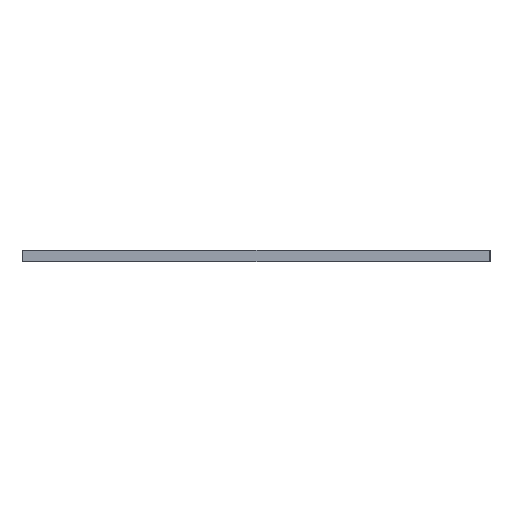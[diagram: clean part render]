
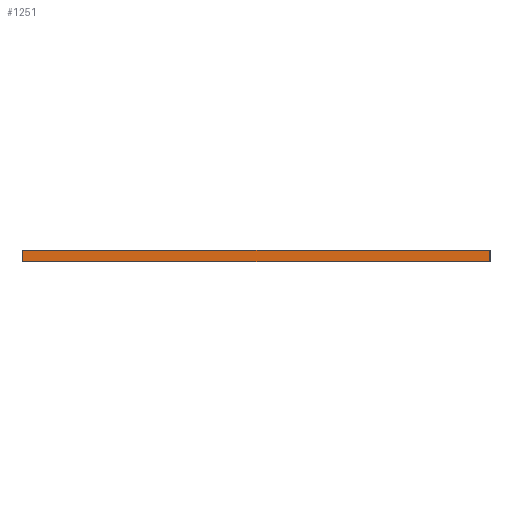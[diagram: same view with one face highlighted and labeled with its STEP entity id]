
A CAD part, left-side view. The second image highlights one B-rep face of the part: STEP entity #1251.
In plain terms, the highlighted planar face has unit normal (-1, 0, 0).
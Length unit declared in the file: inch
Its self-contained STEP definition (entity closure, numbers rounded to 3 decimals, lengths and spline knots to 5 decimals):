
#105 = ORIENTED_EDGE ( 'NONE', *, *, #162, .T. ) ;
#106 = ORIENTED_EDGE ( 'NONE', *, *, #1099, .F. ) ;
#107 = ORIENTED_EDGE ( 'NONE', *, *, #1215, .T. ) ;
#108 = ORIENTED_EDGE ( 'NONE', *, *, #1047, .T. ) ;
#121 = EDGE_LOOP ( 'NONE', ( #108, #107, #106, #105 ) ) ;
#162 = EDGE_CURVE ( 'NONE', #958, #956, #224, .T. ) ;
#224 = LINE ( 'NONE', #951, #226 ) ;
#226 = VECTOR ( 'NONE', #949, 39.37008 ) ;
#273 = VECTOR ( 'NONE', #701, 39.37008 ) ;
#274 = LINE ( 'NONE', #703, #273 ) ;
#281 = VECTOR ( 'NONE', #676, 39.37008 ) ;
#293 = LINE ( 'NONE', #691, #281 ) ;
#374 = LINE ( 'NONE', #543, #375 ) ;
#375 = VECTOR ( 'NONE', #542, 39.37008 ) ;
#461 = FACE_OUTER_BOUND ( 'NONE', #121, .T. ) ;
#542 = DIRECTION ( 'NONE',  ( 0., 0., 1. ) ) ;
#543 = CARTESIAN_POINT ( 'NONE',  ( -2.5, -2.49, 0.125 ) ) ;
#676 = DIRECTION ( 'NONE',  ( 0., -1., 0. ) ) ;
#691 = CARTESIAN_POINT ( 'NONE',  ( -2.5, -2.5, 0.125 ) ) ;
#701 = DIRECTION ( 'NONE',  ( 0., -1., 0. ) ) ;
#703 = CARTESIAN_POINT ( 'NONE',  ( -2.5, -2.5, 0. ) ) ;
#766 = CARTESIAN_POINT ( 'NONE',  ( -2.5, -2.5, 0.125 ) ) ;
#767 = PLANE ( 'NONE',  #1063 ) ;
#769 = DIRECTION ( 'NONE',  ( 1., 0., 0. ) ) ;
#770 = DIRECTION ( 'NONE',  ( 0., 0., -1. ) ) ;
#837 = CARTESIAN_POINT ( 'NONE',  ( -2.5, -2.49, 0. ) ) ;
#841 = CARTESIAN_POINT ( 'NONE',  ( -2.5, 2.49, 0. ) ) ;
#846 = CARTESIAN_POINT ( 'NONE',  ( -2.5, 2.49, 0.125 ) ) ;
#849 = CARTESIAN_POINT ( 'NONE',  ( -2.5, -2.49, 0.125 ) ) ;
#949 = DIRECTION ( 'NONE',  ( 0., 0., -1. ) ) ;
#951 = CARTESIAN_POINT ( 'NONE',  ( -2.5, 2.49, 0.125 ) ) ;
#954 = VERTEX_POINT ( 'NONE', #849 ) ;
#956 = VERTEX_POINT ( 'NONE', #841 ) ;
#958 = VERTEX_POINT ( 'NONE', #846 ) ;
#959 = VERTEX_POINT ( 'NONE', #837 ) ;
#1047 = EDGE_CURVE ( 'NONE', #956, #959, #274, .T. ) ;
#1063 = AXIS2_PLACEMENT_3D ( 'NONE', #766, #769, #770 ) ;
#1099 = EDGE_CURVE ( 'NONE', #958, #954, #293, .T. ) ;
#1215 = EDGE_CURVE ( 'NONE', #959, #954, #374, .T. ) ;
#1251 = ADVANCED_FACE ( 'NONE', ( #461 ), #767, .F. ) ;
